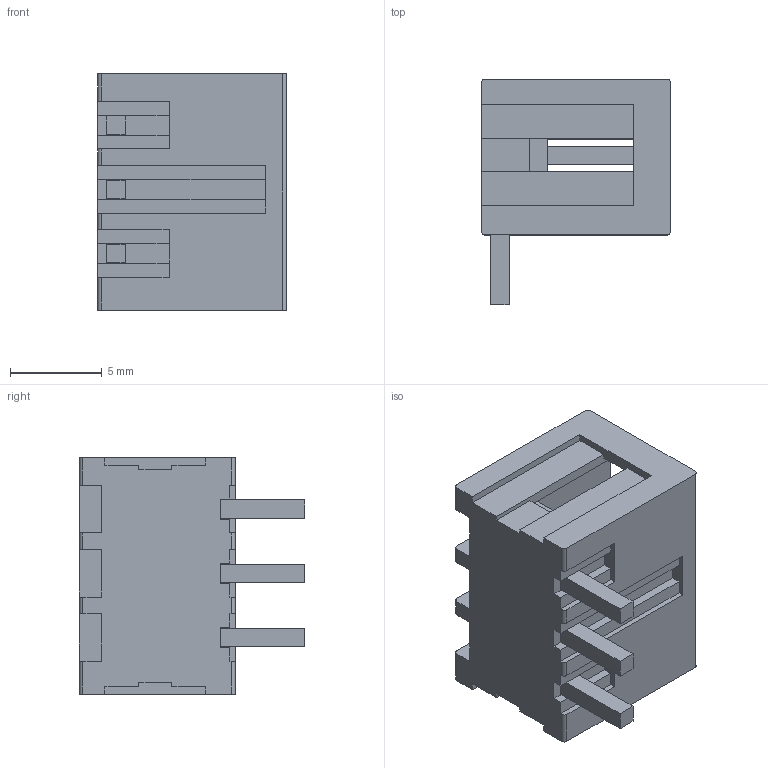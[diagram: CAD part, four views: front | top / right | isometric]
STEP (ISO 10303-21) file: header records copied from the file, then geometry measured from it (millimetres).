
FILE_DESCRIPTION(/* description */ ('STEP AP214'),/* implementation_level */ '2;1');
FILE_NAME(/* name */ '734-163',/* time_stamp */ '2024-11-01T09:10:05+01:00',/* author */ ('License CC BY-ND 4.0'),/* organization */ ('CADENAS'),/* preprocessor_version */ 'ST-DEVELOPER v19.3',/* originating_system */ 'PARTsolutions',/* authorisation */ ' ');
FILE_SCHEMA (('AUTOMOTIVE_DESIGN {1 0 10303 214 3 1 1}'));
Length unit declared in the file: millimetre
Products named in the file (1): 734-163
Bounding box: 10.3 x 12.3 x 12.9 mm (x, y, z)
Volume: 587.5 mm3; surface area: 1177 mm2
Topology: 1 solids, 1 shells, 129 faces, 363 edges, 242 vertices
Faces by surface type: plane 119, cylinder 10
Entity records: 5032 total; most frequent: CARTESIAN_POINT 735, ORIENTED_EDGE 726, DIRECTION 643, EDGE_CURVE 363, LINE 343, VECTOR 343, VERTEX_POINT 242, AXIS2_PLACEMENT_3D 150
